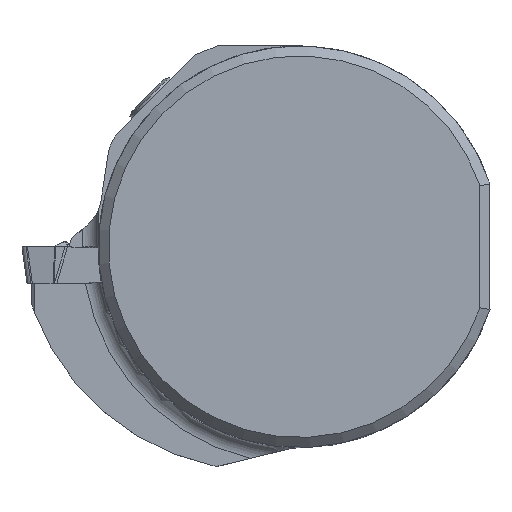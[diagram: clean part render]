
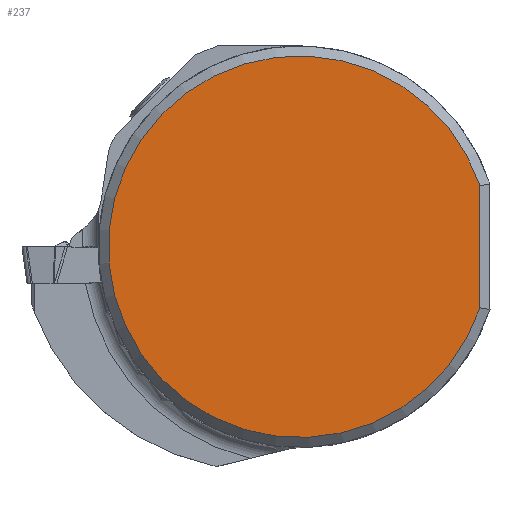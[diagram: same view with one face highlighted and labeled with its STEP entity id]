
A CAD part, top view. The second image highlights one B-rep face of the part: STEP entity #237.
In plain terms, the highlighted planar face has unit normal (0, 0, 1).
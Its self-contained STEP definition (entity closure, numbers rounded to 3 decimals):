
#237=ADVANCED_FACE('',(#377),#305,.F.);
#305=PLANE('',#2055);
#377=FACE_OUTER_BOUND('',#474,.T.);
#474=EDGE_LOOP('',(#941,#942));
#542=CIRCLE('',#2053,19.);
#941=ORIENTED_EDGE('',*,*,#1463,.T.);
#942=ORIENTED_EDGE('',*,*,#1482,.F.);
#1234=VERTEX_POINT('',#3894);
#1235=VERTEX_POINT('',#3896);
#1463=EDGE_CURVE('',#1235,#1234,#1644,.T.);
#1482=EDGE_CURVE('',#1235,#1234,#542,.T.);
#1644=LINE('',#3895,#1783);
#1783=VECTOR('',#2360,1.);
#2053=AXIS2_PLACEMENT_3D('',#3953,#2406,#2407);
#2055=AXIS2_PLACEMENT_3D('',#3955,#2410,#2411);
#2360=DIRECTION('',(0.,1.,0.));
#2406=DIRECTION('',(0.,0.,-1.));
#2407=DIRECTION('',(1.,0.,0.));
#2410=DIRECTION('',(0.,0.,-1.));
#2411=DIRECTION('',(-1.,0.,0.));
#3894=CARTESIAN_POINT('',(18.,6.083,0.325));
#3895=CARTESIAN_POINT('',(18.,20.,0.325));
#3896=CARTESIAN_POINT('',(18.,-6.083,0.325));
#3953=CARTESIAN_POINT('',(0.,0.,0.325));
#3955=CARTESIAN_POINT('',(0.,19.,0.325));
